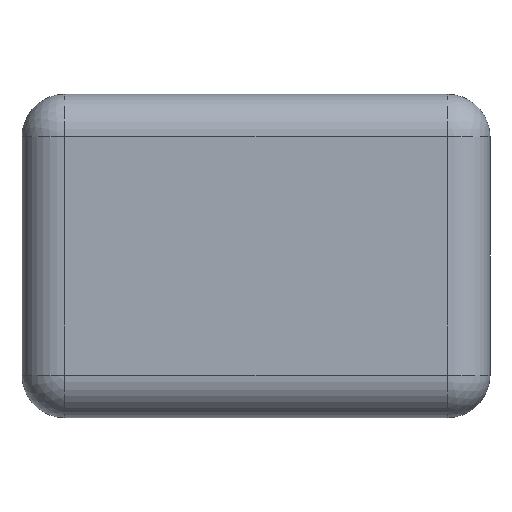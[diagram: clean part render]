
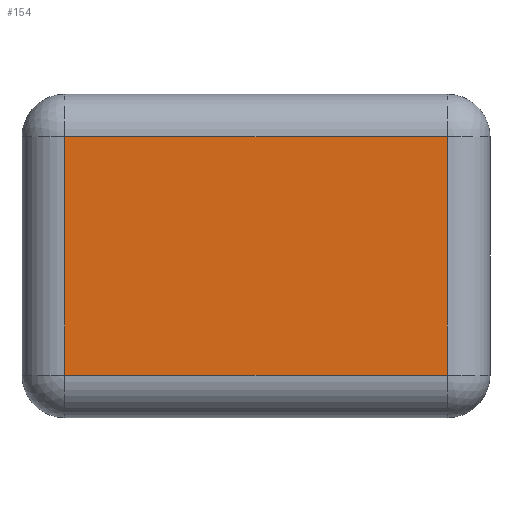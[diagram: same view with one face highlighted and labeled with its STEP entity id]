
A CAD part, top view. The second image highlights one B-rep face of the part: STEP entity #154.
In plain terms, the highlighted planar face has unit normal (0, 0, 1).
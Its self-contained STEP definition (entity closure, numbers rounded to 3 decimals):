
#16=PLANE('',#178);
#30=FACE_OUTER_BOUND('',#40,.T.);
#40=EDGE_LOOP('',(#130,#131,#132,#133));
#43=LINE('',#243,#51);
#45=LINE('',#251,#53);
#47=LINE('',#259,#55);
#49=LINE('',#268,#57);
#51=VECTOR('',#189,1.);
#53=VECTOR('',#197,1.);
#55=VECTOR('',#205,1.);
#57=VECTOR('',#217,1.);
#70=VERTEX_POINT('',#236);
#73=VERTEX_POINT('',#241);
#76=VERTEX_POINT('',#249);
#79=VERTEX_POINT('',#257);
#85=EDGE_CURVE('',#73,#70,#43,.T.);
#89=EDGE_CURVE('',#76,#73,#45,.T.);
#93=EDGE_CURVE('',#79,#76,#47,.T.);
#98=EDGE_CURVE('',#70,#79,#49,.T.);
#130=ORIENTED_EDGE('',*,*,#85,.F.);
#131=ORIENTED_EDGE('',*,*,#89,.F.);
#132=ORIENTED_EDGE('',*,*,#93,.F.);
#133=ORIENTED_EDGE('',*,*,#98,.F.);
#154=ADVANCED_FACE('',(#30),#16,.T.);
#178=AXIS2_PLACEMENT_3D('',#275,#230,#231);
#189=DIRECTION('',(0.,-1.,0.));
#197=DIRECTION('',(1.,0.,0.));
#205=DIRECTION('',(0.,1.,0.));
#217=DIRECTION('',(-1.,0.,0.));
#230=DIRECTION('center_axis',(0.,0.,1.));
#231=DIRECTION('ref_axis',(1.,0.,0.));
#236=CARTESIAN_POINT('',(302.11,203.61,5.));
#241=CARTESIAN_POINT('',(302.11,231.61,5.));
#243=CARTESIAN_POINT('',(302.11,210.61,5.));
#249=CARTESIAN_POINT('',(257.11,231.61,5.));
#251=CARTESIAN_POINT('',(290.86,231.61,5.));
#257=CARTESIAN_POINT('',(257.11,203.61,5.));
#259=CARTESIAN_POINT('',(257.11,224.61,5.));
#268=CARTESIAN_POINT('',(268.36,203.61,5.));
#275=CARTESIAN_POINT('Origin',(279.61,217.61,5.));
